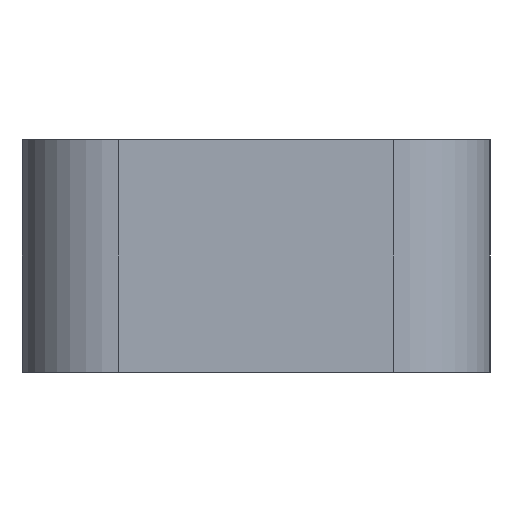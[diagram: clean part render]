
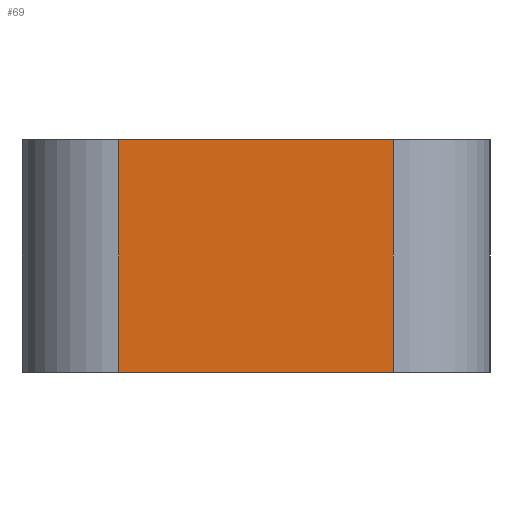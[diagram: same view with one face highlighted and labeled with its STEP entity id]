
A CAD part, left-side view. The second image highlights one B-rep face of the part: STEP entity #69.
In plain terms, the highlighted planar face has unit normal (-1, 0, 0).
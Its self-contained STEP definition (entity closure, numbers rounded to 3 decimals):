
#69=ADVANCED_FACE('',(#134),#135,.T.);
#134=FACE_OUTER_BOUND('',#191,.T.);
#135=PLANE('',#192);
#191=EDGE_LOOP('',(#326,#327,#328,#329));
#192=AXIS2_PLACEMENT_3D('',#330,#331,#332);
#326=ORIENTED_EDGE('',*,*,#389,.T.);
#327=ORIENTED_EDGE('',*,*,#405,.F.);
#328=ORIENTED_EDGE('',*,*,#363,.F.);
#329=ORIENTED_EDGE('',*,*,#400,.T.);
#330=CARTESIAN_POINT('',(237.85,265.0,12.0));
#331=DIRECTION('',(-1.0,-0.0,0.0));
#332=DIRECTION('',(0.0,-1.0,-0.0));
#363=EDGE_CURVE('',#432,#434,#435,.T.);
#389=EDGE_CURVE('',#469,#474,#476,.T.);
#400=EDGE_CURVE('',#432,#469,#487,.T.);
#405=EDGE_CURVE('',#434,#474,#492,.T.);
#432=VERTEX_POINT('',#526);
#434=VERTEX_POINT('',#528);
#435=LINE('',#529,#530);
#469=VERTEX_POINT('',#572);
#474=VERTEX_POINT('',#578);
#476=LINE('',#580,#581);
#487=LINE('',#597,#598);
#492=LINE('',#604,#605);
#526=CARTESIAN_POINT('',(237.85,257.9,12.0));
#528=CARTESIAN_POINT('',(237.85,272.1,12.0));
#529=CARTESIAN_POINT('',(237.85,257.9,12.0));
#530=VECTOR('',#630,1.0);
#572=CARTESIAN_POINT('',(237.85,257.9,24.0));
#578=CARTESIAN_POINT('',(237.85,272.1,24.0));
#580=CARTESIAN_POINT('',(237.85,257.9,24.0));
#581=VECTOR('',#673,1.0);
#597=CARTESIAN_POINT('',(237.85,257.9,12.0));
#598=VECTOR('',#679,1.0);
#604=CARTESIAN_POINT('',(237.85,272.1,12.0));
#605=VECTOR('',#681,1.0);
#630=DIRECTION('',(0.0,1.0,0.0));
#673=DIRECTION('',(0.0,1.0,0.0));
#679=DIRECTION('',(0.0,0.0,1.0));
#681=DIRECTION('',(0.0,0.0,1.0));
